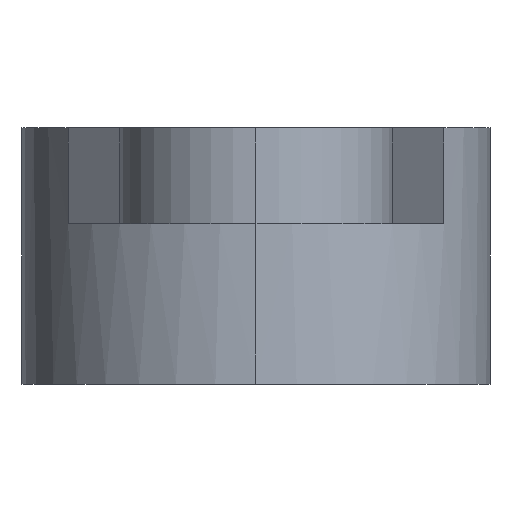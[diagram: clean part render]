
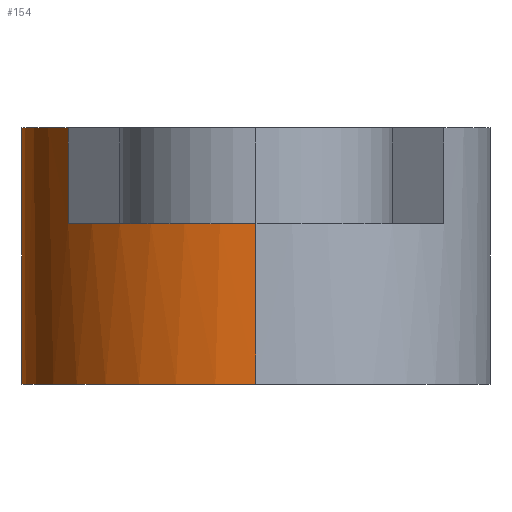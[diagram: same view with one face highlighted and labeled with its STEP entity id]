
A CAD part, front view. The second image highlights one B-rep face of the part: STEP entity #154.
In plain terms, the highlighted cylindrical face has radius 3.425 mm (diameter 6.85 mm), a partial arc.
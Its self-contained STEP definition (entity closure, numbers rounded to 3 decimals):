
#154=ADVANCED_FACE('',(#312),#313,.T.);
#312=FACE_OUTER_BOUND('',#506,.T.);
#313=CYLINDRICAL_SURFACE('',#507,3.425);
#506=EDGE_LOOP('',(#773,#774,#775,#776,#777,#778,#779,#780));
#507=AXIS2_PLACEMENT_3D('',#781,#782,#783);
#773=ORIENTED_EDGE('',*,*,#1209,.F.);
#774=ORIENTED_EDGE('',*,*,#1210,.T.);
#775=ORIENTED_EDGE('',*,*,#1211,.F.);
#776=ORIENTED_EDGE('',*,*,#1212,.T.);
#777=ORIENTED_EDGE('',*,*,#1213,.T.);
#778=ORIENTED_EDGE('',*,*,#1214,.T.);
#779=ORIENTED_EDGE('',*,*,#1215,.T.);
#780=ORIENTED_EDGE('',*,*,#1216,.T.);
#781=CARTESIAN_POINT('',(0.0,-2.5,0.0));
#782=DIRECTION('',(0.0,0.0,1.0));
#783=DIRECTION('',(-1.0,0.,0.0));
#1209=EDGE_CURVE('',#1486,#1487,#1488,.T.);
#1210=EDGE_CURVE('',#1486,#1489,#1490,.T.);
#1211=EDGE_CURVE('',#1491,#1489,#1492,.T.);
#1212=EDGE_CURVE('',#1491,#1493,#1494,.T.);
#1213=EDGE_CURVE('39:375',#1493,#1495,#1496,.T.);
#1214=EDGE_CURVE('39:3233',#1495,#1497,#1498,.T.);
#1215=EDGE_CURVE('39:522',#1497,#1499,#1500,.T.);
#1216=EDGE_CURVE('39:519',#1499,#1487,#1501,.T.);
#1486=VERTEX_POINT('',#1825);
#1487=VERTEX_POINT('',#1826);
#1488=LINE('',#1827,#1828);
#1489=VERTEX_POINT('',#1829);
#1490=CIRCLE('',#1830,3.425);
#1491=VERTEX_POINT('',#1831);
#1492=LINE('',#1832,#1833);
#1493=VERTEX_POINT('',#1834);
#1494=CIRCLE('',#1835,3.425);
#1495=VERTEX_POINT('',#1836);
#1496=LINE('',#1837,#1838);
#1497=VERTEX_POINT('',#1839);
#1498=CIRCLE('',#1840,3.425);
#1499=VERTEX_POINT('',#1841);
#1500=LINE('',#1842,#1843);
#1501=CIRCLE('',#1844,3.425);
#1825=CARTESIAN_POINT('',(-3.425,-2.5,1.05));
#1826=CARTESIAN_POINT('',(-3.425,-2.5,3.4));
#1827=CARTESIAN_POINT('',(-3.425,-2.5,2.925));
#1828=VECTOR('',#2140,1.0);
#1829=CARTESIAN_POINT('',(3.425,-2.5,1.05));
#1830=AXIS2_PLACEMENT_3D('',#2141,#2142,#2143);
#1831=CARTESIAN_POINT('',(3.425,-2.5,3.4));
#1832=CARTESIAN_POINT('',(3.425,-2.5,2.925));
#1833=VECTOR('',#2144,1.0);
#1834=CARTESIAN_POINT('',(2.042,-5.25,3.4));
#1835=AXIS2_PLACEMENT_3D('',#2145,#2146,#2147);
#1836=CARTESIAN_POINT('',(2.042,-5.25,4.8));
#1837=CARTESIAN_POINT('',(2.042,-5.25,4.1));
#1838=VECTOR('',#2148,1.0);
#1839=CARTESIAN_POINT('',(-2.042,-5.25,4.8));
#1840=AXIS2_PLACEMENT_3D('',#2149,#2150,#2151);
#1841=CARTESIAN_POINT('',(-2.042,-5.25,3.4));
#1842=CARTESIAN_POINT('',(-2.042,-5.25,4.1));
#1843=VECTOR('',#2152,1.0);
#1844=AXIS2_PLACEMENT_3D('',#2153,#2154,#2155);
#2140=DIRECTION('',(0.0,0.0,1.0));
#2141=CARTESIAN_POINT('',(0.0,-2.5,1.05));
#2142=DIRECTION('',(0.0,0.0,1.0));
#2143=DIRECTION('',(-1.0,0.,0.0));
#2144=DIRECTION('',(-0.0,-0.0,-1.0));
#2145=CARTESIAN_POINT('',(0.0,-2.5,3.4));
#2146=DIRECTION('',(-0.0,0.0,-1.0));
#2147=DIRECTION('',(-1.0,0.,0.0));
#2148=DIRECTION('',(0.0,0.0,1.0));
#2149=CARTESIAN_POINT('',(0.0,-2.5,4.8));
#2150=DIRECTION('',(0.0,0.0,-1.0));
#2151=DIRECTION('',(-1.0,0.,0.0));
#2152=DIRECTION('',(0.0,0.0,-1.0));
#2153=CARTESIAN_POINT('',(0.0,-2.5,3.4));
#2154=DIRECTION('',(0.0,0.0,-1.0));
#2155=DIRECTION('',(-1.0,0.,0.0));
